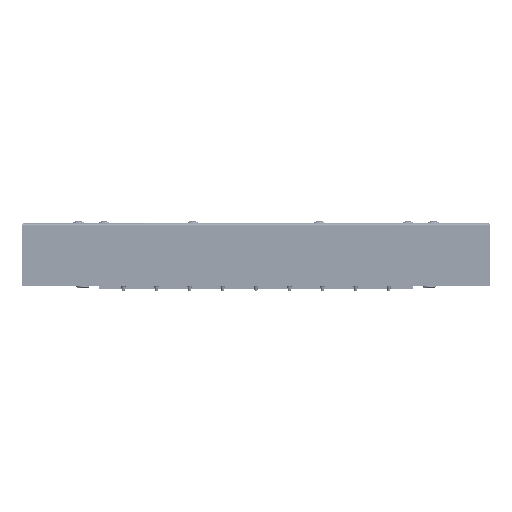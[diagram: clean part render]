
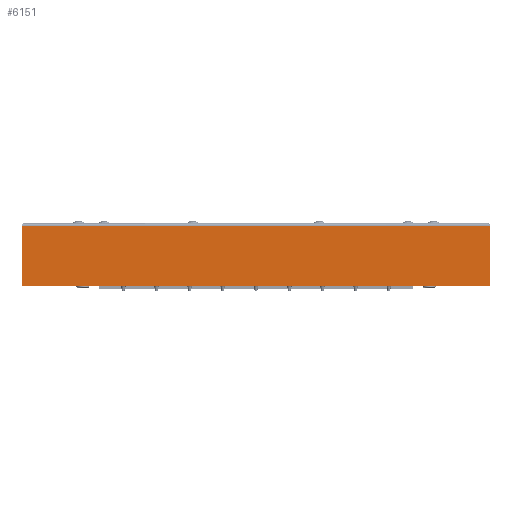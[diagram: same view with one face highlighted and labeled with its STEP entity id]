
A CAD part, left-side view. The second image highlights one B-rep face of the part: STEP entity #6151.
In plain terms, the highlighted planar face has unit normal (-1, 0, 0).
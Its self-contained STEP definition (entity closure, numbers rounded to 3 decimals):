
#6151=ADVANCED_FACE('',(#15705),#15706,.T.);
#15705=FACE_OUTER_BOUND('',#31675,.T.);
#15706=PLANE('',#31676);
#31675=EDGE_LOOP('',(#53464,#53465,#53466,#53467));
#31676=AXIS2_PLACEMENT_3D('',#53468,#53469,#53470);
#53464=ORIENTED_EDGE('',*,*,#76956,.T.);
#53465=ORIENTED_EDGE('',*,*,#76957,.T.);
#53466=ORIENTED_EDGE('',*,*,#76958,.T.);
#53467=ORIENTED_EDGE('',*,*,#76959,.T.);
#53468=CARTESIAN_POINT('',(-285.0,0.,-1.0));
#53469=DIRECTION('',(-1.0,0.0,0.0));
#53470=DIRECTION('',(0.0,0.0,1.0));
#76956=EDGE_CURVE('',#88928,#88929,#88930,.T.);
#76957=EDGE_CURVE('',#88929,#88931,#88932,.T.);
#76958=EDGE_CURVE('',#88931,#88933,#88934,.T.);
#76959=EDGE_CURVE('',#88933,#88928,#88935,.T.);
#88928=VERTEX_POINT('',#106420);
#88929=VERTEX_POINT('',#106421);
#88930=LINE('',#106422,#106423);
#88931=VERTEX_POINT('',#106424);
#88932=LINE('',#106425,#106426);
#88933=VERTEX_POINT('',#106427);
#88934=LINE('',#106428,#106429);
#88935=LINE('',#106430,#106431);
#106420=CARTESIAN_POINT('',(-285.0,-185.0,-50.0));
#106421=CARTESIAN_POINT('',(-285.0,-185.0,-2.));
#106422=CARTESIAN_POINT('',(-285.0,-185.0,-1.0));
#106423=VECTOR('',#120974,1.0);
#106424=CARTESIAN_POINT('',(-285.0,185.0,-2.));
#106425=CARTESIAN_POINT('',(-285.0,0.,-2.0));
#106426=VECTOR('',#120975,1.0);
#106427=CARTESIAN_POINT('',(-285.0,185.0,-50.0));
#106428=CARTESIAN_POINT('',(-285.0,185.0,-1.0));
#106429=VECTOR('',#120976,1.0);
#106430=CARTESIAN_POINT('',(-285.0,0.,-50.0));
#106431=VECTOR('',#120977,1.0);
#120974=DIRECTION('',(0.0,0.0,1.0));
#120975=DIRECTION('',(0.0,1.0,0.0));
#120976=DIRECTION('',(0.0,0.0,-1.0));
#120977=DIRECTION('',(0.0,-1.0,0.0));
